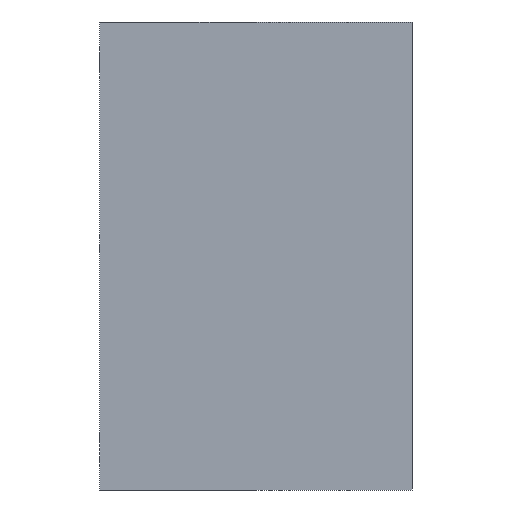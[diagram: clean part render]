
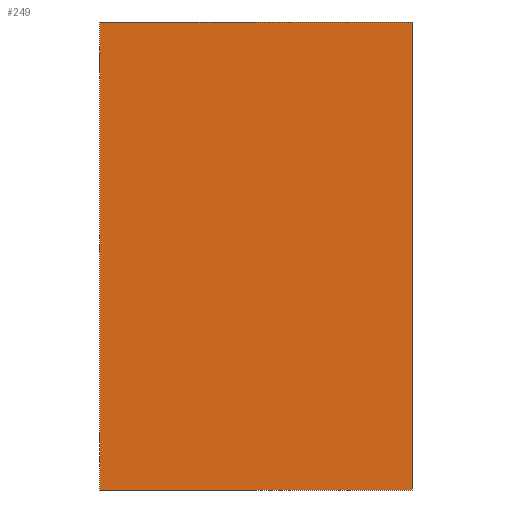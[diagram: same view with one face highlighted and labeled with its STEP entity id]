
A CAD part, left-side view. The second image highlights one B-rep face of the part: STEP entity #249.
In plain terms, the highlighted planar face has unit normal (-1, 0, 0).
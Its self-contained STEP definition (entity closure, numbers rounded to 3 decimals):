
#43=PLANE('',#298);
#59=FACE_OUTER_BOUND('',#75,.T.);
#75=EDGE_LOOP('',(#211,#212,#213,#214));
#95=LINE('',#438,#112);
#96=LINE('',#441,#113);
#97=LINE('',#443,#114);
#98=LINE('',#444,#115);
#112=VECTOR('',#364,10.);
#113=VECTOR('',#367,10.);
#114=VECTOR('',#368,10.);
#115=VECTOR('',#369,10.);
#147=VERTEX_POINT('',#434);
#148=VERTEX_POINT('',#436);
#149=VERTEX_POINT('',#440);
#150=VERTEX_POINT('',#442);
#172=EDGE_CURVE('',#147,#148,#95,.T.);
#173=EDGE_CURVE('',#147,#149,#96,.T.);
#174=EDGE_CURVE('',#150,#148,#97,.T.);
#175=EDGE_CURVE('',#149,#150,#98,.T.);
#211=ORIENTED_EDGE('',*,*,#173,.F.);
#212=ORIENTED_EDGE('',*,*,#172,.T.);
#213=ORIENTED_EDGE('',*,*,#174,.F.);
#214=ORIENTED_EDGE('',*,*,#175,.F.);
#249=ADVANCED_FACE('',(#59),#43,.T.);
#298=AXIS2_PLACEMENT_3D('',#439,#365,#366);
#364=DIRECTION('',(0.,-1.,0.));
#365=DIRECTION('center_axis',(-1.,0.,0.));
#366=DIRECTION('ref_axis',(0.,0.,-1.));
#367=DIRECTION('',(0.,0.,1.));
#368=DIRECTION('',(0.,0.,-1.));
#369=DIRECTION('',(0.,-1.,0.));
#434=CARTESIAN_POINT('',(0.,0.,-37.5));
#436=CARTESIAN_POINT('',(0.,-25.,-37.5));
#438=CARTESIAN_POINT('',(0.,0.,-37.5));
#439=CARTESIAN_POINT('Origin',(0.,0.,0.));
#440=CARTESIAN_POINT('',(0.,0.,0.));
#441=CARTESIAN_POINT('',(0.,0.,-37.5));
#442=CARTESIAN_POINT('',(0.,-25.,0.));
#443=CARTESIAN_POINT('',(0.,-25.,-37.5));
#444=CARTESIAN_POINT('',(0.,0.,0.));
